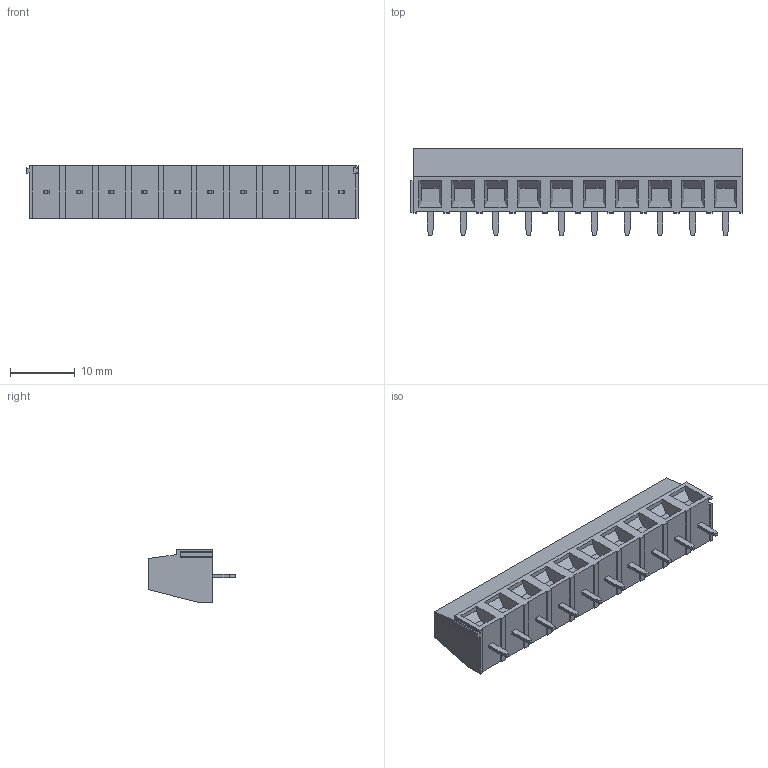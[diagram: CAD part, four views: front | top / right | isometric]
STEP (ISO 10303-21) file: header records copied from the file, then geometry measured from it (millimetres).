
FILE_DESCRIPTION((''),'2;1');
FILE_NAME('C-1-282837-0','2009-03-16T',('workeradm'),('Tyco Electronics Corporation'),'PRO/ENGINEER BY PARAMETRIC TECHNOLOGY CORPORATION, 2007390','PRO/ENGINEER BY PARAMETRIC TECHNOLOGY CORPORATION, 2007390','');
FILE_SCHEMA(('AUTOMOTIVE_DESIGN { 1 0 10303 214 1 1 1 1 }'));
Length unit declared in the file: millimetre
Products named in the file (1): C-1-282837-0
Bounding box: 51.4 x 13.5 x 8.2 mm (x, y, z)
Volume: 3134.9 mm3; surface area: 2401.7 mm2
Topology: 1 solids, 1 shells, 364 faces, 969 edges, 646 vertices
Faces by surface type: plane 318, cylinder 46
Entity records: 11304 total; most frequent: CARTESIAN_POINT 1980, ORIENTED_EDGE 1938, DIRECTION 1829, EDGE_CURVE 969, VECTOR 837, LINE 837, VERTEX_POINT 646, AXIS2_PLACEMENT_3D 496
